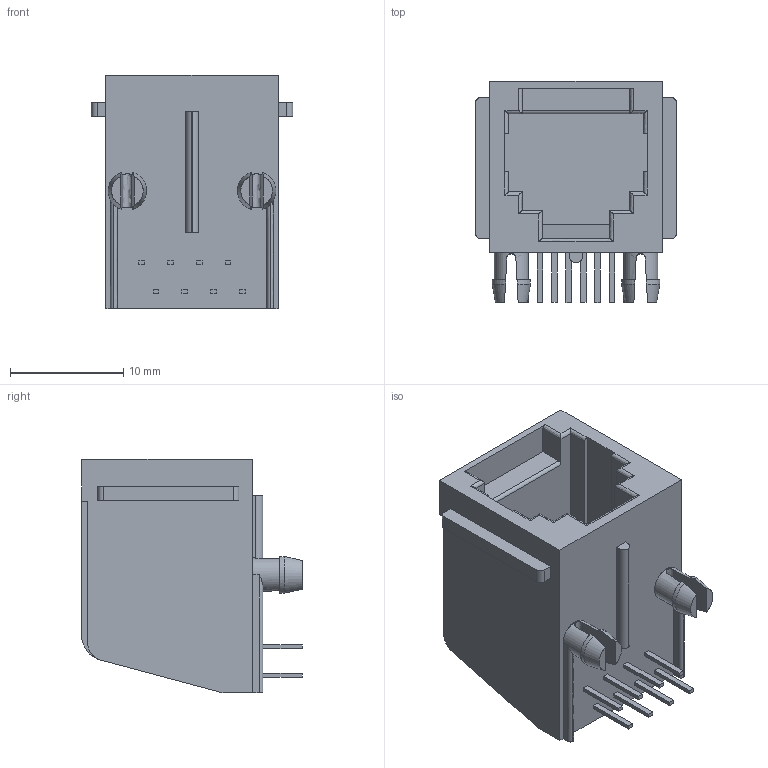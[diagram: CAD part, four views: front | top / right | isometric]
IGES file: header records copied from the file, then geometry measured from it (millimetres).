
Start section: SolidWorks IGES file using analytic representation for surfaces
Global section: file name: GDX-A-88_rA3.IGS; native system: SolidWorks 2012; preprocessor: SolidWorks 2012; author: Daniel; date: 130509.164050; units: millimetre
Bounding box: 17.78 x 19.5 x 20.6 mm (x, y, z)
Surface area: 2544.6 mm2 (no closed solid volume)
Topology: 0 solids, 0 shells, 154 faces, 1194 edges, 1194 vertices
Faces by surface type: bspline 109, revolution 45
